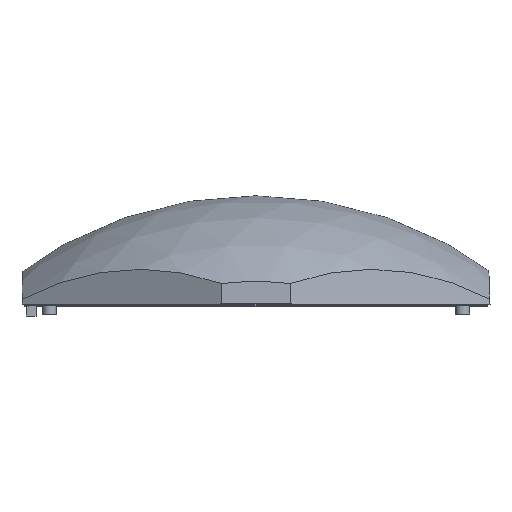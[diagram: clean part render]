
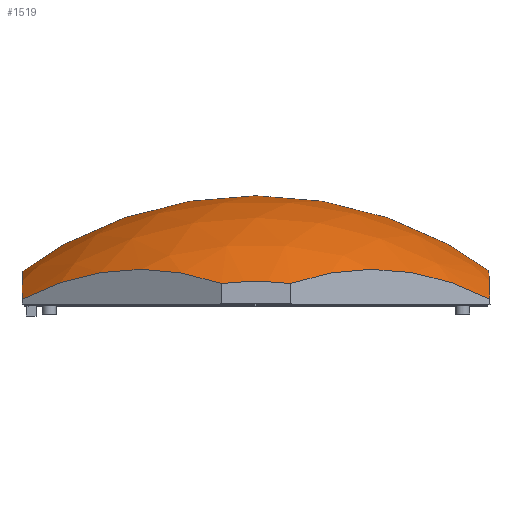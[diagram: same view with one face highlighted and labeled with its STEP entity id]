
A CAD part, top view. The second image highlights one B-rep face of the part: STEP entity #1519.
In plain terms, the highlighted spherical face has radius 115 mm.
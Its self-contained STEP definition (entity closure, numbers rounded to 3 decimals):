
#16=SPHERICAL_SURFACE('',#1674,115.);
#96=CIRCLE('',#1627,93.699);
#108=CIRCLE('',#1675,91.572);
#109=CIRCLE('',#1676,87.917);
#110=CIRCLE('',#1677,91.572);
#111=CIRCLE('',#1678,91.572);
#112=CIRCLE('',#1679,91.572);
#113=CIRCLE('',#1680,87.917);
#114=CIRCLE('',#1681,91.572);
#195=FACE_OUTER_BOUND('',#297,.T.);
#297=EDGE_LOOP('',(#1333,#1334,#1335,#1336,#1337,#1338,#1339,#1340));
#697=VERTEX_POINT('',#2579);
#698=VERTEX_POINT('',#2581);
#727=VERTEX_POINT('',#2682);
#728=VERTEX_POINT('',#2684);
#729=VERTEX_POINT('',#2686);
#730=VERTEX_POINT('',#2688);
#731=VERTEX_POINT('',#2690);
#732=VERTEX_POINT('',#2692);
#882=EDGE_CURVE('',#698,#697,#96,.F.);
#932=EDGE_CURVE('',#697,#727,#108,.F.);
#933=EDGE_CURVE('',#727,#728,#109,.F.);
#934=EDGE_CURVE('',#728,#729,#110,.F.);
#935=EDGE_CURVE('',#729,#730,#111,.F.);
#936=EDGE_CURVE('',#730,#731,#112,.F.);
#937=EDGE_CURVE('',#731,#732,#113,.F.);
#938=EDGE_CURVE('',#732,#698,#114,.F.);
#1333=ORIENTED_EDGE('',*,*,#882,.T.);
#1334=ORIENTED_EDGE('',*,*,#932,.T.);
#1335=ORIENTED_EDGE('',*,*,#933,.T.);
#1336=ORIENTED_EDGE('',*,*,#934,.T.);
#1337=ORIENTED_EDGE('',*,*,#935,.T.);
#1338=ORIENTED_EDGE('',*,*,#936,.T.);
#1339=ORIENTED_EDGE('',*,*,#937,.T.);
#1340=ORIENTED_EDGE('',*,*,#938,.T.);
#1519=ADVANCED_FACE('',(#195),#16,.T.);
#1627=AXIS2_PLACEMENT_3D('',#2582,#1977,#1978);
#1674=AXIS2_PLACEMENT_3D('',#2681,#2095,#2096);
#1675=AXIS2_PLACEMENT_3D('',#2683,#2097,#2098);
#1676=AXIS2_PLACEMENT_3D('',#2685,#2099,#2100);
#1677=AXIS2_PLACEMENT_3D('',#2687,#2101,#2102);
#1678=AXIS2_PLACEMENT_3D('',#2689,#2103,#2104);
#1679=AXIS2_PLACEMENT_3D('',#2691,#2105,#2106);
#1680=AXIS2_PLACEMENT_3D('',#2693,#2107,#2108);
#1681=AXIS2_PLACEMENT_3D('',#2694,#2109,#2110);
#1977=DIRECTION('center_axis',(-1.,0.,0.));
#1978=DIRECTION('ref_axis',(0.,0.,-1.));
#2095=DIRECTION('center_axis',(0.,0.,1.));
#2096=DIRECTION('ref_axis',(1.,0.,0.));
#2097=DIRECTION('center_axis',(-0.5,0.035,0.865));
#2098=DIRECTION('ref_axis',(0.,0.999,-0.04));
#2099=DIRECTION('center_axis',(0.,0.035,0.999));
#2100=DIRECTION('ref_axis',(0.,0.999,-0.035));
#2101=DIRECTION('center_axis',(0.5,0.035,0.865));
#2102=DIRECTION('ref_axis',(0.,0.999,-0.04));
#2103=DIRECTION('center_axis',(0.999,0.035,0.));
#2104=DIRECTION('ref_axis',(0.,0.,1.));
#2105=DIRECTION('center_axis',(0.5,0.035,-0.865));
#2106=DIRECTION('ref_axis',(0.,-0.999,-0.04));
#2107=DIRECTION('center_axis',(0.,0.035,-0.999));
#2108=DIRECTION('ref_axis',(0.,-0.999,-0.035));
#2109=DIRECTION('center_axis',(-0.5,0.035,-0.865));
#2110=DIRECTION('ref_axis',(0.,-0.999,-0.04));
#2579=CARTESIAN_POINT('',(-66.675,-4.374,38.438));
#2581=CARTESIAN_POINT('',(-66.675,-4.374,-38.438));
#2582=CARTESIAN_POINT('Origin',(-66.675,-89.826,0.));
#2681=CARTESIAN_POINT('Origin',(0.,-89.826,0.));
#2682=CARTESIAN_POINT('',(-9.9,0.066,71.038));
#2683=CARTESIAN_POINT('Origin',(-34.763,-87.398,60.21));
#2684=CARTESIAN_POINT('',(9.9,0.066,71.038));
#2685=CARTESIAN_POINT('Origin',(0.,-87.239,74.087));
#2686=CARTESIAN_POINT('',(66.625,-4.348,38.466));
#2687=CARTESIAN_POINT('Origin',(34.763,-87.398,60.21));
#2688=CARTESIAN_POINT('',(66.625,-4.348,-38.466));
#2689=CARTESIAN_POINT('Origin',(69.525,-87.398,0.));
#2690=CARTESIAN_POINT('',(9.9,0.066,-71.038));
#2691=CARTESIAN_POINT('Origin',(34.763,-87.398,-60.21));
#2692=CARTESIAN_POINT('',(-9.9,0.066,-71.038));
#2693=CARTESIAN_POINT('Origin',(0.,-87.239,-74.087));
#2694=CARTESIAN_POINT('Origin',(-34.763,-87.398,-60.21));
